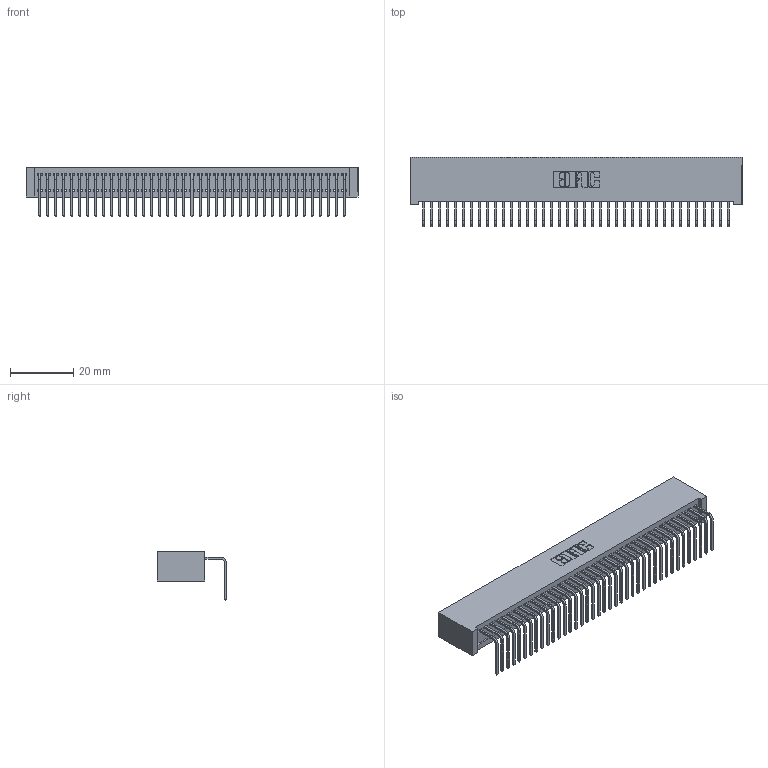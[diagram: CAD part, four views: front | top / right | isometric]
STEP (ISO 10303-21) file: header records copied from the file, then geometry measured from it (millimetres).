
FILE_DESCRIPTION (( 'STEP AP203' ), '1' );
FILE_NAME ('342-039-558-101.STEP', '2018-08-11T23:35:32', ( '' ), ( '' ), 'SwSTEP 2.0', 'SolidWorks 2016', '' );
FILE_SCHEMA (( 'CONFIG_CONTROL_DESIGN' ));
Length unit declared in the file: inch
Products named in the file (3): 342 Part_Lugless; 345-292-001_558 Tail - 2; 342-039-558-101
Assembly tree (40 placements, depth 2):
  342-039-558-101
    342 Part_Lugless
    345-292-001_558 Tail - 2  x39
Bounding box: 105.31 x 21.91 x 15.62 mm (x, y, z)
Volume: 9761.3 mm3; surface area: 15339.3 mm2
Topology: 40 solids, 40 shells, 2442 faces, 7373 edges, 4862 vertices
Faces by surface type: plane 1778, cylinder 664
Entity records: 23905 total; most frequent: CARTESIAN_POINT 4131, ORIENTED_EDGE 4106, DIRECTION 3483, EDGE_CURVE 2053, VECTOR 1933, LINE 1933, VERTEX_POINT 1366, AXIS2_PLACEMENT_3D 775
